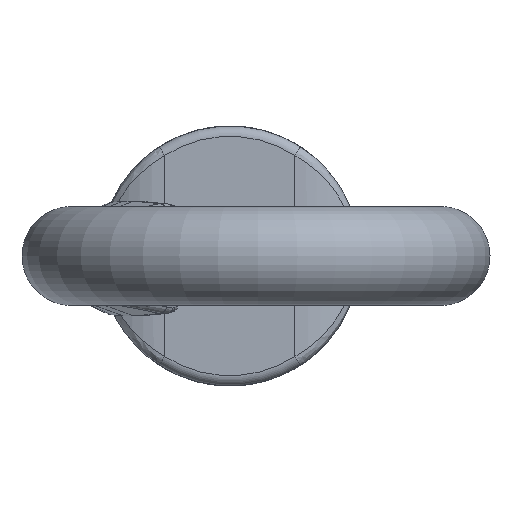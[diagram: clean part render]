
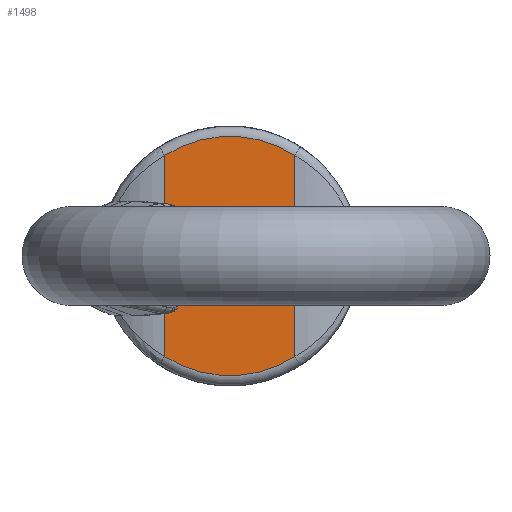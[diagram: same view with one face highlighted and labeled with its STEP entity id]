
A CAD part, front view. The second image highlights one B-rep face of the part: STEP entity #1498.
In plain terms, the highlighted planar face has unit normal (0, -1, 0).
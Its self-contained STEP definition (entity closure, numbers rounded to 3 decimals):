
#421=LINE('',#8542,#658);
#422=LINE('',#8547,#659);
#658=VECTOR('',#7054,1.);
#659=VECTOR('',#7057,1.);
#1001=PLANE('',#6503);
#1498=ADVANCED_FACE('',(#2291,#2292),#1001,.F.);
#2291=FACE_BOUND('',#2345,.T.);
#2292=FACE_BOUND('',#2346,.T.);
#2345=EDGE_LOOP('',(#2804));
#2346=EDGE_LOOP('',(#2805,#2806,#2807,#2808));
#2804=ORIENTED_EDGE('',*,*,#5307,.T.);
#2805=ORIENTED_EDGE('',*,*,#5320,.T.);
#2806=ORIENTED_EDGE('',*,*,#5321,.T.);
#2807=ORIENTED_EDGE('',*,*,#5322,.F.);
#2808=ORIENTED_EDGE('',*,*,#5323,.T.);
#4722=VERTEX_POINT('',#8445);
#4734=VERTEX_POINT('',#8543);
#4735=VERTEX_POINT('',#8544);
#4736=VERTEX_POINT('',#8546);
#4737=VERTEX_POINT('',#8548);
#5307=EDGE_CURVE('',#4722,#4722,#6264,.T.);
#5320=EDGE_CURVE('',#4734,#4735,#421,.T.);
#5321=EDGE_CURVE('',#4735,#4736,#6269,.T.);
#5322=EDGE_CURVE('',#4737,#4736,#422,.T.);
#5323=EDGE_CURVE('',#4737,#4734,#6270,.T.);
#6264=CIRCLE('',#6491,6.5);
#6269=CIRCLE('',#6501,23.);
#6270=CIRCLE('',#6502,23.);
#6491=AXIS2_PLACEMENT_3D('',#8444,#7034,#7035);
#6501=AXIS2_PLACEMENT_3D('',#8545,#7055,#7056);
#6502=AXIS2_PLACEMENT_3D('',#8549,#7058,#7059);
#6503=AXIS2_PLACEMENT_3D('',#8550,#7060,#7061);
#7034=DIRECTION('',(0.,1.,0.));
#7035=DIRECTION('',(0.,0.,1.));
#7054=DIRECTION('',(0.,0.,1.));
#7055=DIRECTION('',(0.,-1.,0.));
#7056=DIRECTION('',(0.,0.,1.));
#7057=DIRECTION('',(0.,0.,1.));
#7058=DIRECTION('',(0.,-1.,0.));
#7059=DIRECTION('',(0.,0.,1.));
#7060=DIRECTION('',(0.,1.,0.));
#7061=DIRECTION('',(0.,0.,1.));
#8444=CARTESIAN_POINT('',(4974.963,-2588.192,0.));
#8445=CARTESIAN_POINT('',(4974.963,-2588.192,6.5));
#8542=CARTESIAN_POINT('',(4987.463,-2588.192,-46.));
#8543=CARTESIAN_POINT('',(4987.463,-2588.192,-19.307));
#8544=CARTESIAN_POINT('',(4987.463,-2588.192,19.307));
#8545=CARTESIAN_POINT('',(4974.963,-2588.192,0.));
#8546=CARTESIAN_POINT('',(4962.463,-2588.192,19.307));
#8547=CARTESIAN_POINT('',(4962.463,-2588.192,-46.));
#8548=CARTESIAN_POINT('',(4962.463,-2588.192,-19.307));
#8549=CARTESIAN_POINT('',(4974.963,-2588.192,0.));
#8550=CARTESIAN_POINT('',(4974.963,-2588.192,0.));
